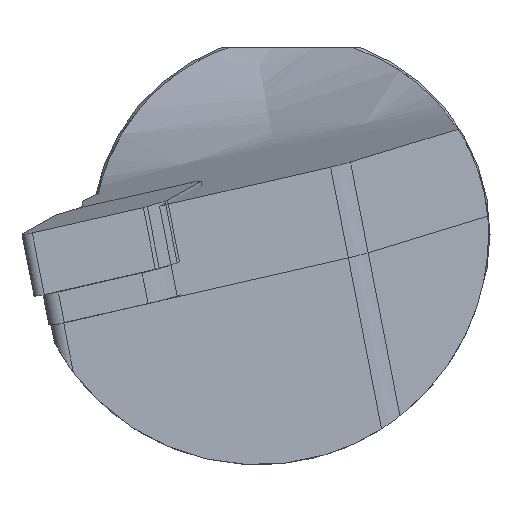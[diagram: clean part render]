
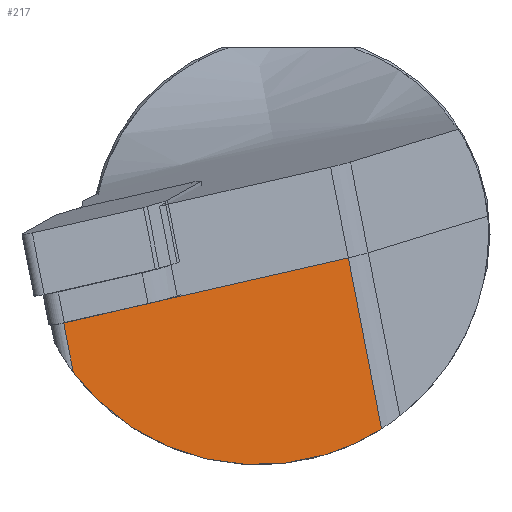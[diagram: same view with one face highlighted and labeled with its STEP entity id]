
A CAD part, left-side view. The second image highlights one B-rep face of the part: STEP entity #217.
In plain terms, the highlighted planar face has unit normal (-0.95, -0.309, -0.042).
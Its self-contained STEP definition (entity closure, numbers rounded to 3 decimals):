
#175=ELLIPSE('',#1118,24.365,23.15);
#217=ADVANCED_FACE('',(#302),#269,.F.);
#269=PLANE('',#1127);
#302=FACE_OUTER_BOUND('',#357,.T.);
#357=EDGE_LOOP('',(#490,#491,#492,#493,#494,#495));
#490=ORIENTED_EDGE('',*,*,#859,.F.);
#491=ORIENTED_EDGE('',*,*,#818,.T.);
#492=ORIENTED_EDGE('',*,*,#860,.T.);
#493=ORIENTED_EDGE('',*,*,#861,.F.);
#494=ORIENTED_EDGE('',*,*,#845,.T.);
#495=ORIENTED_EDGE('',*,*,#858,.T.);
#726=VERTEX_POINT('',#1473);
#727=VERTEX_POINT('',#1474);
#749=VERTEX_POINT('',#1548);
#750=VERTEX_POINT('',#1550);
#759=VERTEX_POINT('',#1603);
#760=VERTEX_POINT('',#1608);
#818=EDGE_CURVE('',#726,#727,#961,.T.);
#845=EDGE_CURVE('',#750,#749,#175,.T.);
#858=EDGE_CURVE('',#749,#759,#982,.T.);
#859=EDGE_CURVE('',#726,#759,#983,.T.);
#860=EDGE_CURVE('',#727,#760,#984,.T.);
#861=EDGE_CURVE('',#750,#760,#985,.T.);
#961=LINE('',#1472,#1033);
#982=LINE('',#1604,#1054);
#983=LINE('',#1606,#1055);
#984=LINE('',#1607,#1056);
#985=LINE('',#1609,#1057);
#1033=VECTOR('',#1205,1.);
#1054=VECTOR('',#1266,1.);
#1055=VECTOR('',#1269,1.);
#1056=VECTOR('',#1270,1.);
#1057=VECTOR('',#1271,1.);
#1118=AXIS2_PLACEMENT_3D('',#1549,#1245,#1246);
#1127=AXIS2_PLACEMENT_3D('',#1610,#1272,#1273);
#1205=DIRECTION('',(-0.294,0.932,-0.213));
#1245=DIRECTION('',(-0.95,-0.309,-0.042));
#1246=DIRECTION('',(-0.312,0.942,0.127));
#1266=DIRECTION('',(-0.105,0.19,0.976));
#1269=DIRECTION('',(0.294,-0.932,0.213));
#1270=DIRECTION('',(-0.294,0.932,-0.213));
#1271=DIRECTION('',(-0.105,0.19,0.976));
#1272=DIRECTION('',(0.95,0.309,0.042));
#1273=DIRECTION('',(0.309,-0.951,0.));
#1472=CARTESIAN_POINT('',(11.148,-5.765,-2.369));
#1473=CARTESIAN_POINT('',(5.732,11.413,-6.288));
#1474=CARTESIAN_POINT('',(5.236,12.986,-6.647));
#1548=CARTESIAN_POINT('',(12.987,-9.104,-19.547));
#1549=CARTESIAN_POINT('',(8.096,3.3,0.));
#1550=CARTESIAN_POINT('',(2.665,21.858,-13.84));
#1603=CARTESIAN_POINT('',(11.148,-5.765,-2.369));
#1604=CARTESIAN_POINT('',(-33.681,75.62,416.316));
#1606=CARTESIAN_POINT('',(11.148,-5.765,-2.369));
#1607=CARTESIAN_POINT('',(11.148,-5.765,-2.369));
#1608=CARTESIAN_POINT('',(2.136,22.82,-8.89));
#1609=CARTESIAN_POINT('',(-42.694,104.204,409.795));
#1610=CARTESIAN_POINT('',(-33.681,75.62,416.316));
